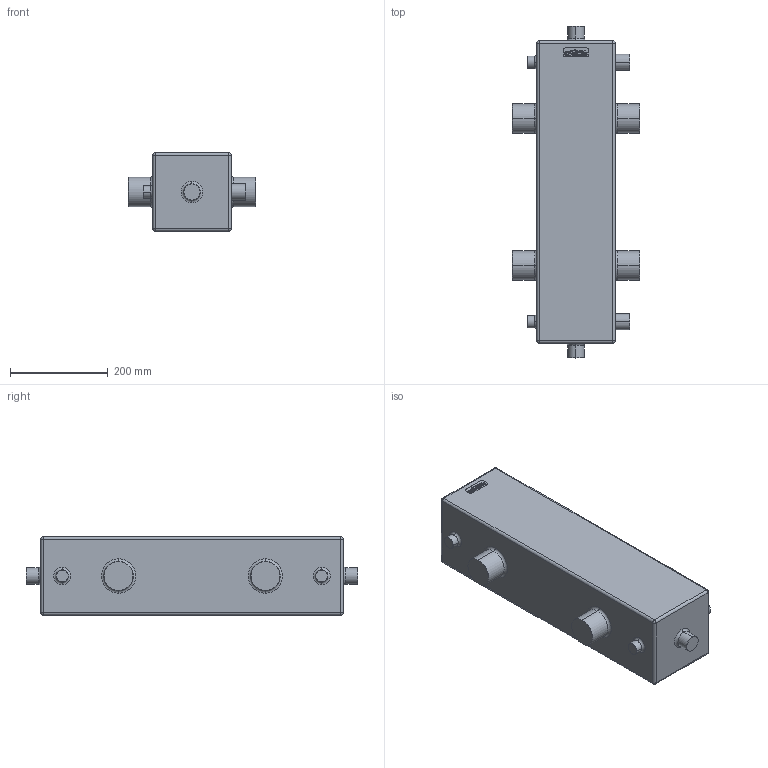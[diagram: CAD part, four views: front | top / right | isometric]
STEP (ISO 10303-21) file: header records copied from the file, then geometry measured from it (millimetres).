
FILE_DESCRIPTION (( 'STEP AP203' ), '1' );
FILE_NAME ('GR-300-65.01.STEP', '2017-01-04T20:36:18', ( '' ), ( '' ), 'SwSTEP 2.0', 'SolidWorks 2015', '' );
FILE_SCHEMA (( 'CONFIG_CONTROL_DESIGN' ));
Length unit declared in the file: millimetre
Products named in the file (2): GR_GR-300-65; GR-300-65.01
Assembly tree (1 placements, depth 2):
  GR-300-65.01
    GR_GR-300-65
Bounding box: 260 x 678 x 161 mm (x, y, z)
Volume: 16499351 mm3; surface area: 489700.1 mm2
Topology: 1 solids, 1 shells, 624 faces, 1724 edges, 1128 vertices
Faces by surface type: bspline 344, plane 192, cylinder 40, cone 20, torus 20, sphere 8
Entity records: 21756 total; most frequent: CARTESIAN_POINT 7956, ORIENTED_EDGE 3432, DIRECTION 1748, EDGE_CURVE 1716, VERTEX_POINT 1128, LINE 868, VECTOR 868, B_SPLINE_CURVE_WITH_KNOTS 692
